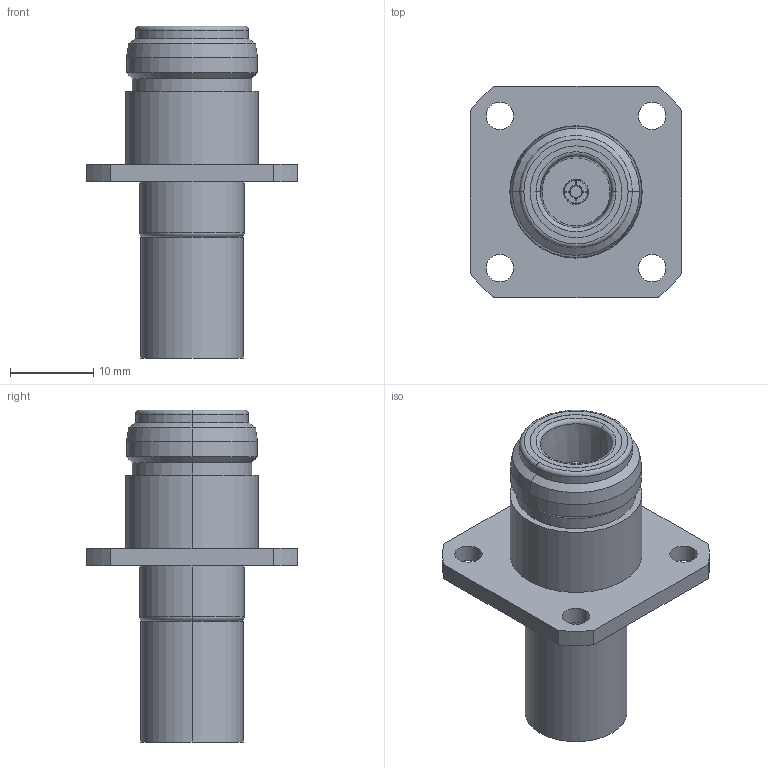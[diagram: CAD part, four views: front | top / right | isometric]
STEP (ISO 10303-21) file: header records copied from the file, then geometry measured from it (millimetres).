
FILE_DESCRIPTION (( 'STEP AP214' ), '1' );
FILE_NAME ('J01021A0149.STEP', '2018-07-13T07:33:31', ( '' ), ( '' ), 'SwSTEP 2.0', 'SolidWorks 2017', '' );
FILE_SCHEMA (( 'AUTOMOTIVE_DESIGN' ));
Length unit declared in the file: millimetre
Products named in the file (1): J01021A0149
Bounding box: 25.4 x 25.4 x 39.8 mm (x, y, z)
Volume: 5627 mm3; surface area: 4372.1 mm2
Topology: 1 solids, 2 shells, 102 faces, 232 edges, 146 vertices
Faces by surface type: cylinder 46, plane 28, cone 22, torus 6
Entity records: 4004 total; most frequent: CARTESIAN_POINT 553, DIRECTION 526, ORIENTED_EDGE 464, EDGE_CURVE 232, AXIS2_PLACEMENT_3D 215, VERTEX_POINT 146, EDGE_LOOP 124, CIRCLE 112
